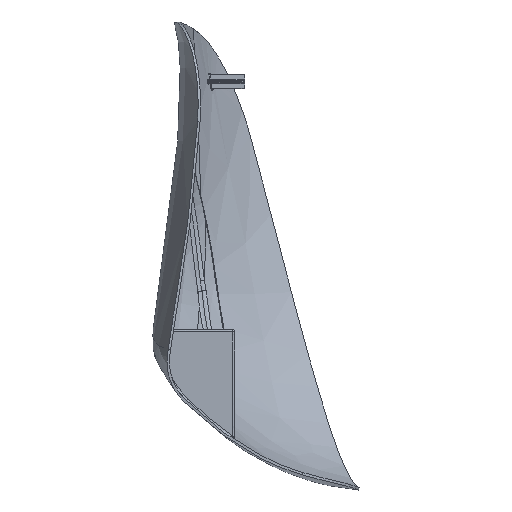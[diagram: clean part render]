
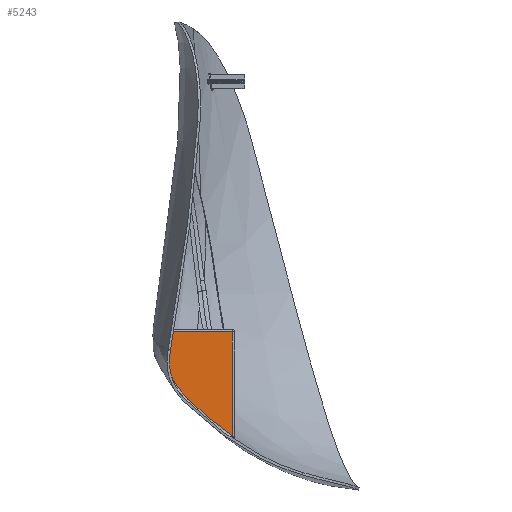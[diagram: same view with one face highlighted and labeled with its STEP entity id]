
A CAD part, left-side view. The second image highlights one B-rep face of the part: STEP entity #5243.
In plain terms, the highlighted free-form (B-spline) face has degree [1, 1] with [2, 2] control points.
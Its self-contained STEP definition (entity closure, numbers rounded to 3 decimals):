
#5243 = ADVANCED_FACE('',(#5244),#5299,.F.);
#5244 = FACE_BOUND('',#5245,.T.);
#5245 = EDGE_LOOP('',(#5246,#5255,#5264,#5283,#5294));
#5246 = ORIENTED_EDGE('',*,*,#5247,.T.);
#5247 = EDGE_CURVE('',#5248,#5250,#5252,.T.);
#5248 = VERTEX_POINT('',#5249);
#5249 = CARTESIAN_POINT('',(7.388,-7.916,
    -65.963));
#5250 = VERTEX_POINT('',#5251);
#5251 = CARTESIAN_POINT('',(7.388,5.506,
    -65.963));
#5252 = B_SPLINE_CURVE_WITH_KNOTS('',1,(#5253,#5254),.UNSPECIFIED.,.F.,
  .F.,(2,2),(-16.129,-3.413),.PIECEWISE_BEZIER_KNOTS.);
#5253 = CARTESIAN_POINT('',(7.388,-7.916,
    -65.963));
#5254 = CARTESIAN_POINT('',(7.388,5.506,
    -65.963));
#5255 = ORIENTED_EDGE('',*,*,#5256,.T.);
#5256 = EDGE_CURVE('',#5250,#5257,#5259,.T.);
#5257 = VERTEX_POINT('',#5258);
#5258 = CARTESIAN_POINT('',(7.388,6.092,
    -69.361));
#5259 = B_SPLINE_CURVE_WITH_KNOTS('',3,(#5260,#5261,#5262,#5263),
  .UNSPECIFIED.,.F.,.F.,(4,4),(0.,0.003),
  .PIECEWISE_BEZIER_KNOTS.);
#5260 = CARTESIAN_POINT('',(7.388,5.506,
    -65.963));
#5261 = CARTESIAN_POINT('',(7.388,5.698,
    -67.096));
#5262 = CARTESIAN_POINT('',(7.388,5.894,
    -68.229));
#5263 = CARTESIAN_POINT('',(7.388,6.092,
    -69.361));
#5264 = ORIENTED_EDGE('',*,*,#5265,.T.);
#5265 = EDGE_CURVE('',#5257,#5266,#5268,.T.);
#5266 = VERTEX_POINT('',#5267);
#5267 = CARTESIAN_POINT('',(7.388,1.554,
    -80.214));
#5268 = B_SPLINE_CURVE_WITH_KNOTS('',3,(#5269,#5270,#5271,#5272,#5273,
    #5274,#5275,#5276,#5277,#5278,#5279,#5280,#5281,#5282),
  .UNSPECIFIED.,.F.,.F.,(4,2,2,2,2,2,4),(0.,0.003,
    0.004,0.006,0.007,
    0.009,0.012),.UNSPECIFIED.);
#5269 = CARTESIAN_POINT('',(7.388,6.092,
    -69.361));
#5270 = CARTESIAN_POINT('',(7.388,6.27,
    -70.375));
#5271 = CARTESIAN_POINT('',(7.388,6.269,-71.39
    ));
#5272 = CARTESIAN_POINT('',(7.388,6.006,
    -72.912));
#5273 = CARTESIAN_POINT('',(7.388,5.877,
    -73.407));
#5274 = CARTESIAN_POINT('',(7.388,5.553,
    -74.37));
#5275 = CARTESIAN_POINT('',(7.388,5.359,
    -74.839));
#5276 = CARTESIAN_POINT('',(7.388,4.916,
    -75.756));
#5277 = CARTESIAN_POINT('',(7.388,4.667,-76.206
    ));
#5278 = CARTESIAN_POINT('',(7.388,4.132,
    -77.075));
#5279 = CARTESIAN_POINT('',(7.388,3.846,
    -77.495));
#5280 = CARTESIAN_POINT('',(7.388,2.94,
    -78.72));
#5281 = CARTESIAN_POINT('',(7.388,2.275,
    -79.489));
#5282 = CARTESIAN_POINT('',(7.388,1.554,
    -80.214));
#5283 = ORIENTED_EDGE('',*,*,#5284,.T.);
#5284 = EDGE_CURVE('',#5266,#5285,#5287,.T.);
#5285 = VERTEX_POINT('',#5286);
#5286 = CARTESIAN_POINT('',(7.388,-7.916,
    -88.092));
#5287 = B_SPLINE_CURVE_WITH_KNOTS('',3,(#5288,#5289,#5290,#5291,#5292,
    #5293),.UNSPECIFIED.,.F.,.F.,(4,2,4),(0.,0.006,
    0.012),.UNSPECIFIED.);
#5288 = CARTESIAN_POINT('',(7.388,1.554,
    -80.214));
#5289 = CARTESIAN_POINT('',(7.388,0.093,
    -81.669));
#5290 = CARTESIAN_POINT('',(7.388,-1.419,
    -83.062));
#5291 = CARTESIAN_POINT('',(7.388,-4.566,
    -85.698));
#5292 = CARTESIAN_POINT('',(7.388,-6.202,
    -86.942));
#5293 = CARTESIAN_POINT('',(7.388,-7.916,
    -88.092));
#5294 = ORIENTED_EDGE('',*,*,#5295,.T.);
#5295 = EDGE_CURVE('',#5285,#5248,#5296,.T.);
#5296 = B_SPLINE_CURVE_WITH_KNOTS('',1,(#5297,#5298),.UNSPECIFIED.,.F.,
  .F.,(2,2),(-21.467,-0.5),.PIECEWISE_BEZIER_KNOTS.);
#5297 = CARTESIAN_POINT('',(7.388,-7.916,
    -88.092));
#5298 = CARTESIAN_POINT('',(7.388,-7.916,
    -65.963));
#5299 = B_SPLINE_SURFACE_WITH_KNOTS('',1,1,(
    (#5300,#5301)
    ,(#5302,#5303
    )),.UNSPECIFIED.,.F.,.F.,.F.,(2,2),(2,2),(-15.5,5.467),(
    -16.129,-2.689),.PIECEWISE_BEZIER_KNOTS.);
#5300 = CARTESIAN_POINT('',(7.388,-7.916,
    -65.963));
#5301 = CARTESIAN_POINT('',(7.388,6.27,
    -65.963));
#5302 = CARTESIAN_POINT('',(7.388,-7.916,
    -88.092));
#5303 = CARTESIAN_POINT('',(7.388,6.27,
    -88.092));
